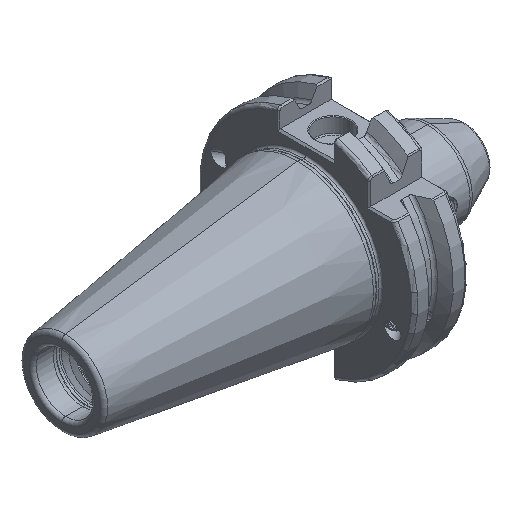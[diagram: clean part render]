
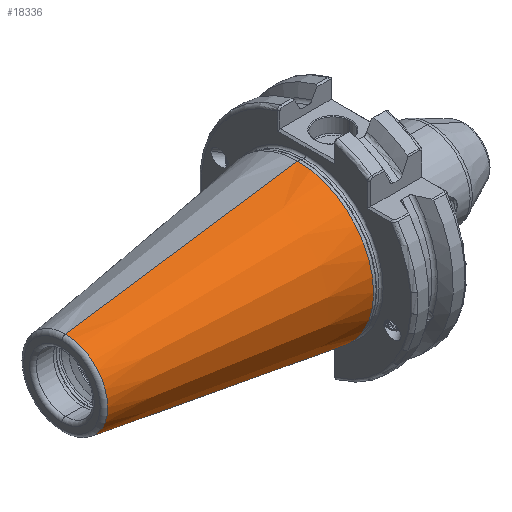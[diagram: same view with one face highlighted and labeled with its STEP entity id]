
A CAD part, isometric view. The second image highlights one B-rep face of the part: STEP entity #18336.
In plain terms, the highlighted conical face has half-angle 8.297 degrees and reference radius 22.692 mm.
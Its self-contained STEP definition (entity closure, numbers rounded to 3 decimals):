
#709 = VECTOR ( 'NONE', #32884, 1000. ) ;
#721 = VECTOR ( 'NONE', #32873, 1000. ) ;
#726 = LINE ( 'NONE', #32881, #709 ) ;
#737 = LINE ( 'NONE', #32868, #721 ) ;
#1018 = VERTEX_POINT ( 'NONE', #32922 ) ;
#1040 = VERTEX_POINT ( 'NONE', #32909 ) ;
#1052 = VERTEX_POINT ( 'NONE', #32959 ) ;
#1129 = VERTEX_POINT ( 'NONE', #33021 ) ;
#4058 = EDGE_CURVE ( 'NONE', #1040, #1052, #737, .T. ) ;
#4059 = EDGE_CURVE ( 'NONE', #1129, #1018, #726, .T. ) ;
#7029 = EDGE_CURVE ( 'NONE', #1052, #1018, #30913, .T. ) ;
#7030 = EDGE_CURVE ( 'NONE', #1040, #1129, #30902, .T. ) ;
#12869 = EDGE_LOOP ( 'NONE', ( #21211, #21235, #21230, #21279 ) ) ;
#13342 = AXIS2_PLACEMENT_3D ( 'NONE', #23342, #23318, #23343 ) ;
#18336 = ADVANCED_FACE ( 'NONE', ( #33148 ), #33193, .T. ) ;
#21211 = ORIENTED_EDGE ( 'NONE', *, *, #4058, .F. ) ;
#21230 = ORIENTED_EDGE ( 'NONE', *, *, #4059, .T. ) ;
#21235 = ORIENTED_EDGE ( 'NONE', *, *, #7030, .T. ) ;
#21279 = ORIENTED_EDGE ( 'NONE', *, *, #7029, .F. ) ;
#23318 = DIRECTION ( 'NONE',  ( 1., 0., 0. ) ) ;
#23342 = CARTESIAN_POINT ( 'NONE',  ( 0., 0., 0. ) ) ;
#23343 = DIRECTION ( 'NONE',  ( 0., 0., -1. ) ) ;
#27819 = CARTESIAN_POINT ( 'NONE',  ( -2.5, 0., 0. ) ) ;
#27851 = DIRECTION ( 'NONE',  ( 1., 0., 0. ) ) ;
#27852 = DIRECTION ( 'NONE',  ( 0., 0., -1. ) ) ;
#27859 = DIRECTION ( 'NONE',  ( 1., 0., 0. ) ) ;
#27860 = DIRECTION ( 'NONE',  ( 0., 0., 1. ) ) ;
#27861 = CARTESIAN_POINT ( 'NONE',  ( -70.573, 0., 0. ) ) ;
#27927 = AXIS2_PLACEMENT_3D ( 'NONE', #27819, #27851, #27852 ) ;
#27940 = AXIS2_PLACEMENT_3D ( 'NONE', #27861, #27859, #27860 ) ;
#30902 = CIRCLE ( 'NONE', #27940, 12.4 ) ;
#30913 = CIRCLE ( 'NONE', #27927, 22.327 ) ;
#32868 = CARTESIAN_POINT ( 'NONE',  ( 0., 0., 22.692 ) ) ;
#32873 = DIRECTION ( 'NONE',  ( 0.99, 0., 0.144 ) ) ;
#32881 = CARTESIAN_POINT ( 'NONE',  ( 0., 0., -22.692 ) ) ;
#32884 = DIRECTION ( 'NONE',  ( 0.99, 0., -0.144 ) ) ;
#32909 = CARTESIAN_POINT ( 'NONE',  ( -70.573, 0., 12.4 ) ) ;
#32922 = CARTESIAN_POINT ( 'NONE',  ( -2.5, 0., -22.327 ) ) ;
#32959 = CARTESIAN_POINT ( 'NONE',  ( -2.5, 0., 22.327 ) ) ;
#33021 = CARTESIAN_POINT ( 'NONE',  ( -70.573, 0., -12.4 ) ) ;
#33148 = FACE_OUTER_BOUND ( 'NONE', #12869, .T. ) ;
#33193 = CONICAL_SURFACE ( 'NONE', #13342, 22.692, 0.145 ) ;
